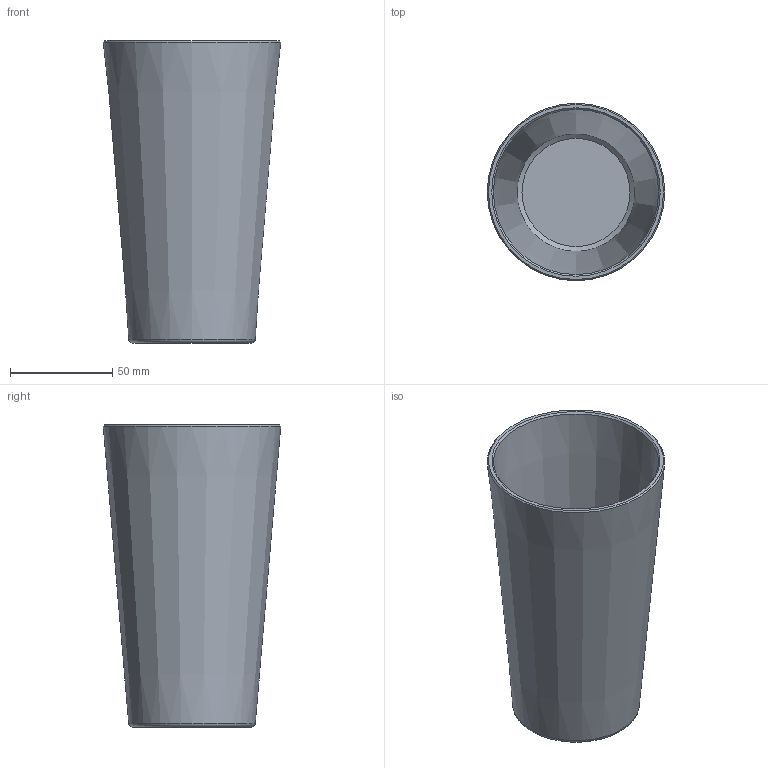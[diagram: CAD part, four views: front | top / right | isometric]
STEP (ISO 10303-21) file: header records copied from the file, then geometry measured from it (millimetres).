
FILE_DESCRIPTION(/* description */ (''),/* implementation_level */ '2;1');
FILE_NAME(/* name */ 'pint glass v2.step',/* time_stamp */ '2019-12-02T22:30:34-05:00',/* author */ (''),/* organization */ (''),/* preprocessor_version */ 'ST-DEVELOPER v18',/* originating_system */ 'Autodesk Translation Framework v8.12.0.6',/* authorisation */ '');
FILE_SCHEMA (('AUTOMOTIVE_DESIGN { 1 0 10303 214 3 1 1 }'));
Length unit declared in the file: millimetre
Products named in the file (1): pint glass
Bounding box: 86.87 x 86.87 x 148 mm (x, y, z)
Volume: 119458.1 mm3; surface area: 70726.6 mm2
Topology: 1 solids, 1 shells, 13 faces, 33 edges, 24 vertices
Faces by surface type: cone 8, plane 4, torus 1
Entity records: 460 total; most frequent: DIRECTION 86, CARTESIAN_POINT 71, ORIENTED_EDGE 66, AXIS2_PLACEMENT_3D 39, EDGE_CURVE 33, CIRCLE 25, VERTEX_POINT 24, EDGE_LOOP 15
